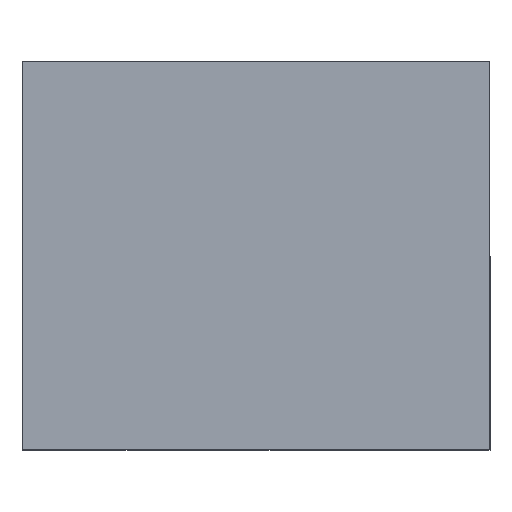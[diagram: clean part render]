
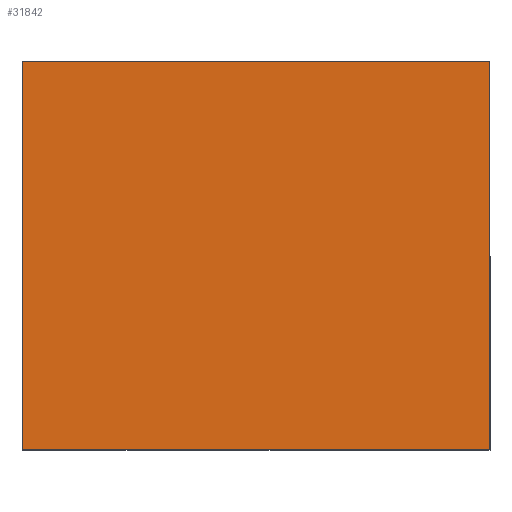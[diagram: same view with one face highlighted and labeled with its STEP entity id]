
A CAD part, top view. The second image highlights one B-rep face of the part: STEP entity #31842.
In plain terms, the highlighted planar face has unit normal (0, 0, 1).
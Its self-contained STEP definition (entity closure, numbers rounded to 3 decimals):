
#29348=CARTESIAN_POINT('',(23.35,-12.,13.31));
#29349=VERTEX_POINT('',#29348);
#29356=CARTESIAN_POINT('',(-6.65,-12.0,13.31));
#29357=VERTEX_POINT('',#29356);
#29358=CARTESIAN_POINT('',(-6.65,-12.0,13.31));
#29359=DIRECTION('',(1.0,0.0,0.0));
#29360=VECTOR('',#29359,30.0);
#29361=LINE('',#29358,#29360);
#29362=EDGE_CURVE('',#29357,#29349,#29361,.T.);
#31053=CARTESIAN_POINT('',(-6.65,12.9,13.31));
#31054=VERTEX_POINT('',#31053);
#31061=CARTESIAN_POINT('',(23.35,12.9,13.31));
#31062=VERTEX_POINT('',#31061);
#31063=CARTESIAN_POINT('',(-6.65,12.9,13.31));
#31064=DIRECTION('',(1.0,0.0,0.0));
#31065=VECTOR('',#31064,30.0);
#31066=LINE('',#31063,#31065);
#31067=EDGE_CURVE('',#31054,#31062,#31066,.T.);
#31814=CARTESIAN_POINT('',(-6.65,-12.0,13.31));
#31815=DIRECTION('',(0.0,1.0,0.0));
#31816=VECTOR('',#31815,24.9);
#31817=LINE('',#31814,#31816);
#31818=EDGE_CURVE('',#29357,#31054,#31817,.T.);
#31826=CARTESIAN_POINT('',(-8.15,-13.245,13.31));
#31827=DIRECTION('',(0.0,0.0,1.0));
#31828=DIRECTION('',(1.0,0.0,0.0));
#31829=AXIS2_PLACEMENT_3D('',#31826,#31827,#31828);
#31830=PLANE('',#31829);
#31831=CARTESIAN_POINT('',(23.35,-12.,13.31));
#31832=DIRECTION('',(0.0,1.0,0.0));
#31833=VECTOR('',#31832,24.9);
#31834=LINE('',#31831,#31833);
#31835=EDGE_CURVE('',#29349,#31062,#31834,.T.);
#31836=ORIENTED_EDGE('',*,*,#31835,.T.);
#31837=ORIENTED_EDGE('',*,*,#31067,.F.);
#31838=ORIENTED_EDGE('',*,*,#31818,.F.);
#31839=ORIENTED_EDGE('',*,*,#29362,.T.);
#31840=EDGE_LOOP('',(#31836,#31837,#31838,#31839));
#31841=FACE_OUTER_BOUND('',#31840,.T.);
#31842=ADVANCED_FACE('',(#31841),#31830,.T.);
